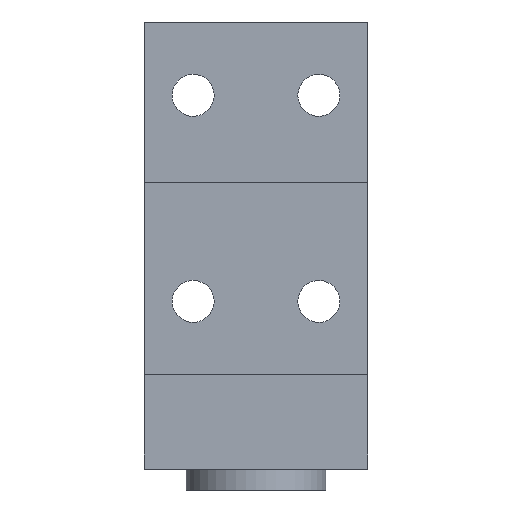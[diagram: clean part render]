
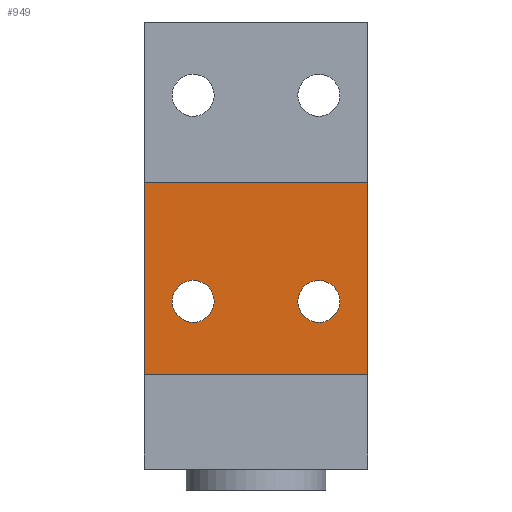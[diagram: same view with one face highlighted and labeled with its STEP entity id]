
A CAD part, front view. The second image highlights one B-rep face of the part: STEP entity #949.
In plain terms, the highlighted free-form (B-spline) face has degree [1, 1] with [2, 2] control points.
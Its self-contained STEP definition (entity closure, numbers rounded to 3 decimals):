
#118 = VERTEX_POINT('',#119);
#119 = CARTESIAN_POINT('',(16.342,7.263,49.025)
  );
#137 = VERTEX_POINT('',#138);
#138 = CARTESIAN_POINT('',(16.342,7.263,38.131)
  );
#143 = EDGE_CURVE('',#137,#118,#144,.T.);
#144 = ( BOUNDED_CURVE() B_SPLINE_CURVE(2,(#145,#146,#147,#148,#149),
.UNSPECIFIED.,.F.,.F.) B_SPLINE_CURVE_WITH_KNOTS((3,2,3),(3.142,
4.712,6.283),.PIECEWISE_BEZIER_KNOTS.) CURVE() 
GEOMETRIC_REPRESENTATION_ITEM() RATIONAL_B_SPLINE_CURVE((1.,
0.707,1.,0.707,1.)) REPRESENTATION_ITEM('') );
#145 = CARTESIAN_POINT('',(16.342,7.263,38.131)
  );
#146 = CARTESIAN_POINT('',(10.895,7.263,
    38.131));
#147 = CARTESIAN_POINT('',(10.895,7.263,
    43.578));
#148 = CARTESIAN_POINT('',(10.895,7.263,
    49.025));
#149 = CARTESIAN_POINT('',(16.342,7.263,49.025)
  );
#166 = VERTEX_POINT('',#167);
#167 = CARTESIAN_POINT('',(-16.342,7.263,49.025
    ));
#185 = VERTEX_POINT('',#186);
#186 = CARTESIAN_POINT('',(-16.342,7.263,38.131
    ));
#191 = EDGE_CURVE('',#185,#166,#192,.T.);
#192 = ( BOUNDED_CURVE() B_SPLINE_CURVE(2,(#193,#194,#195,#196,#197),
.UNSPECIFIED.,.F.,.F.) B_SPLINE_CURVE_WITH_KNOTS((3,2,3),(3.142,
4.712,6.283),.PIECEWISE_BEZIER_KNOTS.) CURVE() 
GEOMETRIC_REPRESENTATION_ITEM() RATIONAL_B_SPLINE_CURVE((1.,
0.707,1.,0.707,1.)) REPRESENTATION_ITEM('') );
#193 = CARTESIAN_POINT('',(-16.342,7.263,38.131
    ));
#194 = CARTESIAN_POINT('',(-21.789,7.263,
    38.131));
#195 = CARTESIAN_POINT('',(-21.789,7.263,
    43.578));
#196 = CARTESIAN_POINT('',(-21.789,7.263,
    49.025));
#197 = CARTESIAN_POINT('',(-16.342,7.263,49.025
    ));
#927 = VERTEX_POINT('',#928);
#928 = CARTESIAN_POINT('',(-29.052,7.263,
    74.446));
#933 = EDGE_CURVE('',#934,#927,#936,.T.);
#934 = VERTEX_POINT('',#935);
#935 = CARTESIAN_POINT('',(29.052,7.263,
    74.446));
#936 = B_SPLINE_CURVE_WITH_KNOTS('',1,(#937,#938),.UNSPECIFIED.,.F.,.F.,
  (2,2),(-0.,64.),.PIECEWISE_BEZIER_KNOTS.);
#937 = CARTESIAN_POINT('',(29.052,7.263,
    74.446));
#938 = CARTESIAN_POINT('',(-29.052,7.263,
    74.446));
#949 = ADVANCED_FACE('',(#950,#961,#972),#994,.F.);
#950 = FACE_BOUND('',#951,.T.);
#951 = EDGE_LOOP('',(#952,#960));
#952 = ORIENTED_EDGE('',*,*,#953,.T.);
#953 = EDGE_CURVE('',#118,#137,#954,.T.);
#954 = ( BOUNDED_CURVE() B_SPLINE_CURVE(2,(#955,#956,#957,#958,#959),
.UNSPECIFIED.,.F.,.F.) B_SPLINE_CURVE_WITH_KNOTS((3,2,3),(0.,
1.571,3.142),.PIECEWISE_BEZIER_KNOTS.) CURVE() 
GEOMETRIC_REPRESENTATION_ITEM() RATIONAL_B_SPLINE_CURVE((1.,
0.707,1.,0.707,1.)) REPRESENTATION_ITEM('') );
#955 = CARTESIAN_POINT('',(16.342,7.263,49.025)
  );
#956 = CARTESIAN_POINT('',(21.789,7.263,
    49.025));
#957 = CARTESIAN_POINT('',(21.789,7.263,
    43.578));
#958 = CARTESIAN_POINT('',(21.789,7.263,
    38.131));
#959 = CARTESIAN_POINT('',(16.342,7.263,38.131)
  );
#960 = ORIENTED_EDGE('',*,*,#143,.T.);
#961 = FACE_BOUND('',#962,.T.);
#962 = EDGE_LOOP('',(#963,#971));
#963 = ORIENTED_EDGE('',*,*,#964,.T.);
#964 = EDGE_CURVE('',#166,#185,#965,.T.);
#965 = ( BOUNDED_CURVE() B_SPLINE_CURVE(2,(#966,#967,#968,#969,#970),
.UNSPECIFIED.,.F.,.F.) B_SPLINE_CURVE_WITH_KNOTS((3,2,3),(0.,
1.571,3.142),.PIECEWISE_BEZIER_KNOTS.) CURVE() 
GEOMETRIC_REPRESENTATION_ITEM() RATIONAL_B_SPLINE_CURVE((1.,
0.707,1.,0.707,1.)) REPRESENTATION_ITEM('') );
#966 = CARTESIAN_POINT('',(-16.342,7.263,49.025
    ));
#967 = CARTESIAN_POINT('',(-10.895,7.263,
    49.025));
#968 = CARTESIAN_POINT('',(-10.895,7.263,
    43.578));
#969 = CARTESIAN_POINT('',(-10.895,7.263,
    38.131));
#970 = CARTESIAN_POINT('',(-16.342,7.263,38.131
    ));
#971 = ORIENTED_EDGE('',*,*,#191,.T.);
#972 = FACE_BOUND('',#973,.T.);
#973 = EDGE_LOOP('',(#974,#975,#982,#989));
#974 = ORIENTED_EDGE('',*,*,#933,.T.);
#975 = ORIENTED_EDGE('',*,*,#976,.T.);
#976 = EDGE_CURVE('',#927,#977,#979,.T.);
#977 = VERTEX_POINT('',#978);
#978 = CARTESIAN_POINT('',(-29.052,7.263,
    24.513));
#979 = B_SPLINE_CURVE_WITH_KNOTS('',1,(#980,#981),.UNSPECIFIED.,.F.,.F.,
  (2,2),(-55.,0.),.PIECEWISE_BEZIER_KNOTS.);
#980 = CARTESIAN_POINT('',(-29.052,7.263,
    74.446));
#981 = CARTESIAN_POINT('',(-29.052,7.263,
    24.513));
#982 = ORIENTED_EDGE('',*,*,#983,.F.);
#983 = EDGE_CURVE('',#984,#977,#986,.T.);
#984 = VERTEX_POINT('',#985);
#985 = CARTESIAN_POINT('',(29.052,7.263,
    24.513));
#986 = B_SPLINE_CURVE_WITH_KNOTS('',1,(#987,#988),.UNSPECIFIED.,.F.,.F.,
  (2,2),(-0.,64.),.PIECEWISE_BEZIER_KNOTS.);
#987 = CARTESIAN_POINT('',(29.052,7.263,
    24.513));
#988 = CARTESIAN_POINT('',(-29.052,7.263,
    24.513));
#989 = ORIENTED_EDGE('',*,*,#990,.F.);
#990 = EDGE_CURVE('',#934,#984,#991,.T.);
#991 = B_SPLINE_CURVE_WITH_KNOTS('',1,(#992,#993),.UNSPECIFIED.,.F.,.F.,
  (2,2),(-55.,0.),.PIECEWISE_BEZIER_KNOTS.);
#992 = CARTESIAN_POINT('',(29.052,7.263,
    74.446));
#993 = CARTESIAN_POINT('',(29.052,7.263,
    24.513));
#994 = B_SPLINE_SURFACE_WITH_KNOTS('',1,1,(
    (#995,#996)
    ,(#997,#998
    )),.UNSPECIFIED.,.F.,.F.,.F.,(2,2),(2,2),(0.,55.),(-64.,0.),
  .PIECEWISE_BEZIER_KNOTS.);
#995 = CARTESIAN_POINT('',(-29.052,7.263,
    24.513));
#996 = CARTESIAN_POINT('',(29.052,7.263,
    24.513));
#997 = CARTESIAN_POINT('',(-29.052,7.263,
    74.446));
#998 = CARTESIAN_POINT('',(29.052,7.263,
    74.446));
